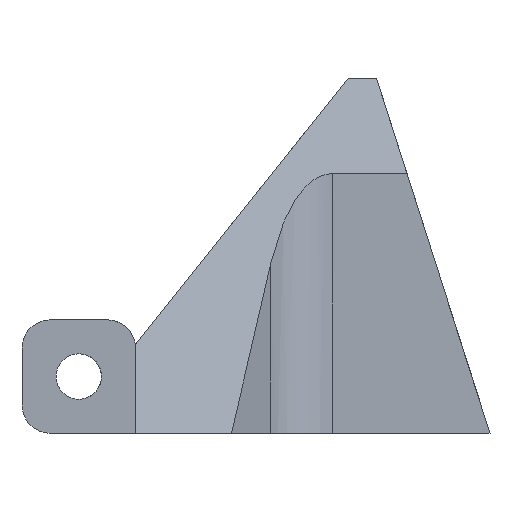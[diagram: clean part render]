
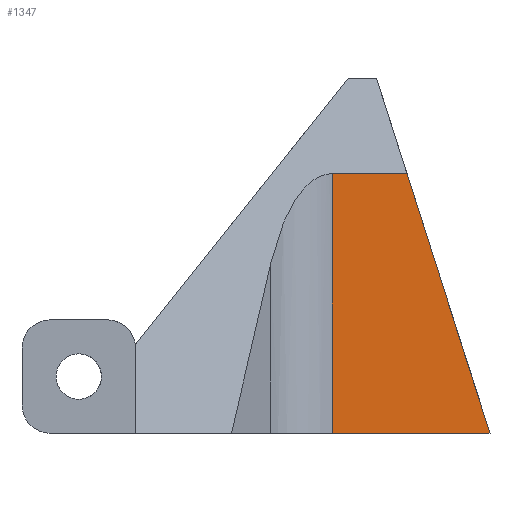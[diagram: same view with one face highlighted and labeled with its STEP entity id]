
A CAD part, left-side view. The second image highlights one B-rep face of the part: STEP entity #1347.
In plain terms, the highlighted planar face has unit normal (-1, 0, 0).
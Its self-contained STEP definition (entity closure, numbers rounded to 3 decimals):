
#33 = VERTEX_POINT('',#34);
#34 = CARTESIAN_POINT('',(7.321,5.856,18.301)
  );
#43 = PLANE('',#44);
#44 = AXIS2_PLACEMENT_3D('',#45,#46,#47);
#45 = CARTESIAN_POINT('',(0.,0.,0.));
#46 = DIRECTION('',(0.,-0.952,0.305));
#47 = DIRECTION('',(0.,0.305,0.952));
#55 = PLANE('',#56);
#56 = AXIS2_PLACEMENT_3D('',#57,#58,#59);
#57 = CARTESIAN_POINT('',(0.,30.,0.));
#58 = DIRECTION('',(0.928,0.,-0.371)
  );
#59 = DIRECTION('',(0.371,0.,0.928));
#67 = EDGE_CURVE('',#33,#68,#70,.T.);
#68 = VERTEX_POINT('',#69);
#69 = CARTESIAN_POINT('',(7.321,0.,0.));
#70 = SURFACE_CURVE('',#71,(#75,#81),.PCURVE_S1.);
#71 = LINE('',#72,#73);
#72 = CARTESIAN_POINT('',(7.321,-0.424,-1.324
    ));
#73 = VECTOR('',#74,1.);
#74 = DIRECTION('',(0.,-0.305,-0.952)
  );
#75 = PCURVE('',#43,#76);
#76 = DEFINITIONAL_REPRESENTATION('',(#77),#80);
#77 = B_SPLINE_CURVE_WITH_KNOTS('',1,(#78,#79),.UNSPECIFIED.,.F.,.F.,(2,
    2),(-30.264,1.234),.PIECEWISE_BEZIER_KNOTS.);
#78 = CARTESIAN_POINT('',(28.874,-7.321));
#79 = CARTESIAN_POINT('',(-2.625,-7.321));
#80 = ( GEOMETRIC_REPRESENTATION_CONTEXT(2) 
PARAMETRIC_REPRESENTATION_CONTEXT() REPRESENTATION_CONTEXT('2D SPACE',''
  ) );
#81 = PCURVE('',#82,#87);
#82 = PLANE('',#83);
#83 = AXIS2_PLACEMENT_3D('',#84,#85,#86);
#84 = CARTESIAN_POINT('',(7.321,-6.,-1.));
#85 = DIRECTION('',(-1.,0.,0.));
#86 = DIRECTION('',(0.,1.,0.));
#87 = DEFINITIONAL_REPRESENTATION('',(#88),#91);
#88 = B_SPLINE_CURVE_WITH_KNOTS('',1,(#89,#90),.UNSPECIFIED.,.F.,.F.,(2,
    2),(-30.264,1.234),.PIECEWISE_BEZIER_KNOTS.);
#89 = CARTESIAN_POINT('',(14.8,-28.5));
#90 = CARTESIAN_POINT('',(5.2,1.5));
#91 = ( GEOMETRIC_REPRESENTATION_CONTEXT(2) 
PARAMETRIC_REPRESENTATION_CONTEXT() REPRESENTATION_CONTEXT('2D SPACE',''
  ) );
#109 = PLANE('',#110);
#110 = AXIS2_PLACEMENT_3D('',#111,#112,#113);
#111 = CARTESIAN_POINT('',(20.,15.5,0.));
#112 = DIRECTION('',(0.,0.,1.));
#113 = DIRECTION('',(0.,1.,0.));
#569 = EDGE_CURVE('',#33,#570,#572,.T.);
#570 = VERTEX_POINT('',#571);
#571 = CARTESIAN_POINT('',(7.321,11.113,
    18.301));
#572 = SURFACE_CURVE('',#573,(#577,#583),.PCURVE_S1.);
#573 = LINE('',#574,#575);
#574 = CARTESIAN_POINT('',(7.321,12.,18.301));
#575 = VECTOR('',#576,1.);
#576 = DIRECTION('',(0.,1.,0.));
#577 = PCURVE('',#55,#578);
#578 = DEFINITIONAL_REPRESENTATION('',(#579),#582);
#579 = B_SPLINE_CURVE_WITH_KNOTS('',1,(#580,#581),.UNSPECIFIED.,.F.,.F.,
  (2,2),(-14.501,0.536),.PIECEWISE_BEZIER_KNOTS.);
#580 = CARTESIAN_POINT('',(19.711,32.501));
#581 = CARTESIAN_POINT('',(19.711,17.464));
#582 = ( GEOMETRIC_REPRESENTATION_CONTEXT(2) 
PARAMETRIC_REPRESENTATION_CONTEXT() REPRESENTATION_CONTEXT('2D SPACE',''
  ) );
#583 = PCURVE('',#82,#584);
#584 = DEFINITIONAL_REPRESENTATION('',(#585),#588);
#585 = B_SPLINE_CURVE_WITH_KNOTS('',1,(#586,#587),.UNSPECIFIED.,.F.,.F.,
  (2,2),(-14.501,0.536),.PIECEWISE_BEZIER_KNOTS.);
#586 = CARTESIAN_POINT('',(3.499,-19.301));
#587 = CARTESIAN_POINT('',(18.536,-19.301));
#588 = ( GEOMETRIC_REPRESENTATION_CONTEXT(2) 
PARAMETRIC_REPRESENTATION_CONTEXT() REPRESENTATION_CONTEXT('2D SPACE',''
  ) );
#607 = CYLINDRICAL_SURFACE('',#608,5.);
#608 = AXIS2_PLACEMENT_3D('',#609,#610,#611);
#609 = CARTESIAN_POINT('',(2.321,11.113,-1.));
#610 = DIRECTION('',(0.,0.,1.));
#611 = DIRECTION('',(0.5,0.866,0.));
#1140 = VERTEX_POINT('',#1141);
#1141 = CARTESIAN_POINT('',(7.321,11.113,
    0.));
#1163 = EDGE_CURVE('',#1140,#68,#1164,.T.);
#1164 = SURFACE_CURVE('',#1165,(#1169,#1175),.PCURVE_S1.);
#1165 = LINE('',#1166,#1167);
#1166 = CARTESIAN_POINT('',(7.321,4.75,0.));
#1167 = VECTOR('',#1168,1.);
#1168 = DIRECTION('',(0.,-1.,0.));
#1169 = PCURVE('',#109,#1170);
#1170 = DEFINITIONAL_REPRESENTATION('',(#1171),#1174);
#1171 = B_SPLINE_CURVE_WITH_KNOTS('',1,(#1172,#1173),.UNSPECIFIED.,.F.,
  .F.,(2,2),(-7.786,7.85),.PIECEWISE_BEZIER_KNOTS.);
#1172 = CARTESIAN_POINT('',(-2.964,12.679));
#1173 = CARTESIAN_POINT('',(-18.6,12.679));
#1174 = ( GEOMETRIC_REPRESENTATION_CONTEXT(2) 
PARAMETRIC_REPRESENTATION_CONTEXT() REPRESENTATION_CONTEXT('2D SPACE',''
  ) );
#1175 = PCURVE('',#82,#1176);
#1176 = DEFINITIONAL_REPRESENTATION('',(#1177),#1180);
#1177 = B_SPLINE_CURVE_WITH_KNOTS('',1,(#1178,#1179),.UNSPECIFIED.,.F.,
  .F.,(2,2),(-7.786,7.85),.PIECEWISE_BEZIER_KNOTS.);
#1178 = CARTESIAN_POINT('',(18.536,-1.));
#1179 = CARTESIAN_POINT('',(2.9,-1.));
#1180 = ( GEOMETRIC_REPRESENTATION_CONTEXT(2) 
PARAMETRIC_REPRESENTATION_CONTEXT() REPRESENTATION_CONTEXT('2D SPACE',''
  ) );
#1347 = ADVANCED_FACE('',(#1348),#82,.T.);
#1348 = FACE_BOUND('',#1349,.T.);
#1349 = EDGE_LOOP('',(#1350,#1371,#1372,#1373));
#1350 = ORIENTED_EDGE('',*,*,#1351,.F.);
#1351 = EDGE_CURVE('',#1140,#570,#1352,.T.);
#1352 = SURFACE_CURVE('',#1353,(#1357,#1364),.PCURVE_S1.);
#1353 = LINE('',#1354,#1355);
#1354 = CARTESIAN_POINT('',(7.321,11.113,-1.));
#1355 = VECTOR('',#1356,1.);
#1356 = DIRECTION('',(0.,0.,1.));
#1357 = PCURVE('',#82,#1358);
#1358 = DEFINITIONAL_REPRESENTATION('',(#1359),#1363);
#1359 = LINE('',#1360,#1361);
#1360 = CARTESIAN_POINT('',(17.113,0.));
#1361 = VECTOR('',#1362,1.);
#1362 = DIRECTION('',(0.,-1.));
#1363 = ( GEOMETRIC_REPRESENTATION_CONTEXT(2) 
PARAMETRIC_REPRESENTATION_CONTEXT() REPRESENTATION_CONTEXT('2D SPACE',''
  ) );
#1364 = PCURVE('',#607,#1365);
#1365 = DEFINITIONAL_REPRESENTATION('',(#1366),#1370);
#1366 = LINE('',#1367,#1368);
#1367 = CARTESIAN_POINT('',(-1.047,0.));
#1368 = VECTOR('',#1369,1.);
#1369 = DIRECTION('',(-0.,1.));
#1370 = ( GEOMETRIC_REPRESENTATION_CONTEXT(2) 
PARAMETRIC_REPRESENTATION_CONTEXT() REPRESENTATION_CONTEXT('2D SPACE',''
  ) );
#1371 = ORIENTED_EDGE('',*,*,#1163,.T.);
#1372 = ORIENTED_EDGE('',*,*,#67,.F.);
#1373 = ORIENTED_EDGE('',*,*,#569,.T.);
